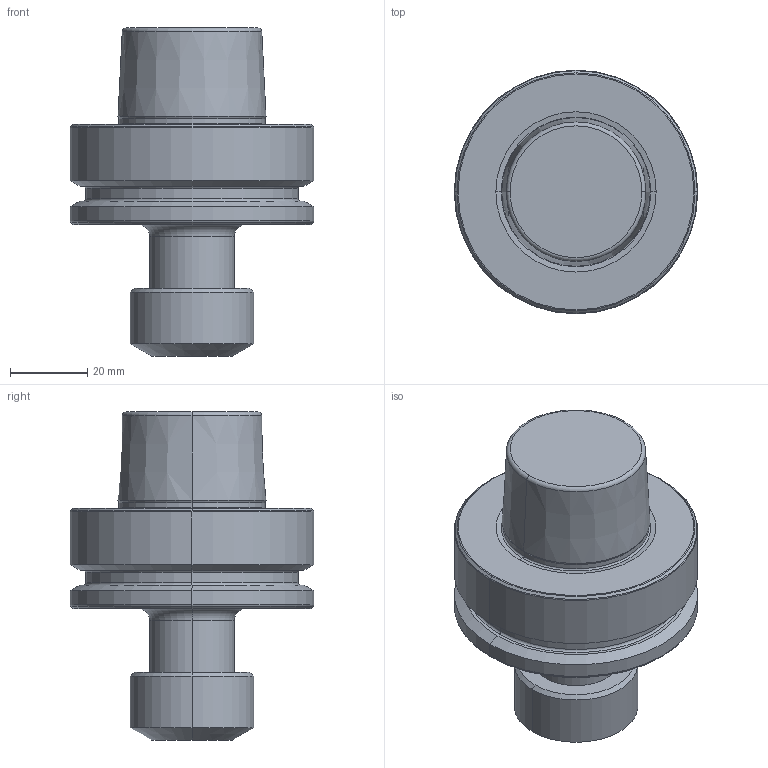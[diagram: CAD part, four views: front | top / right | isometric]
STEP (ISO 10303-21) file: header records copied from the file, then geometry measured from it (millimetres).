
FILE_DESCRIPTION (( 'STEP AP203' ), '1' );
FILE_NAME ('HSK-63F ER 16 060 2.5G25000 SL.STEP', '2019-05-29T06:16:48', ( '' ), ( '' ), 'SwSTEP 2.0', 'SolidWorks 2014', '' );
FILE_SCHEMA (( 'CONFIG_CONTROL_DESIGN' ));
Length unit declared in the file: millimetre
Products named in the file (1): HSK-63F ER 16 060 2.5G25000 SL
Bounding box: 63 x 63 x 84.9 mm (x, y, z)
Volume: 124054.4 mm3; surface area: 18186.9 mm2
Topology: 1 solids, 1 shells, 55 faces, 108 edges, 60 vertices
Faces by surface type: cone 18, torus 18, cylinder 12, plane 7
Entity records: 1489 total; most frequent: DIRECTION 298, CARTESIAN_POINT 224, ORIENTED_EDGE 216, AXIS2_PLACEMENT_3D 134, EDGE_CURVE 108, CIRCLE 78, VERTEX_POINT 60, EDGE_LOOP 60
